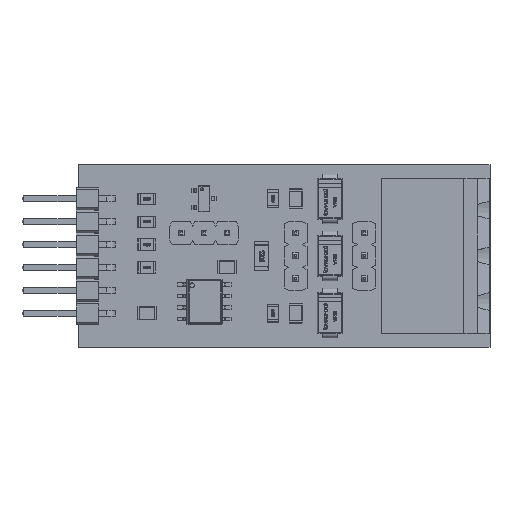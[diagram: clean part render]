
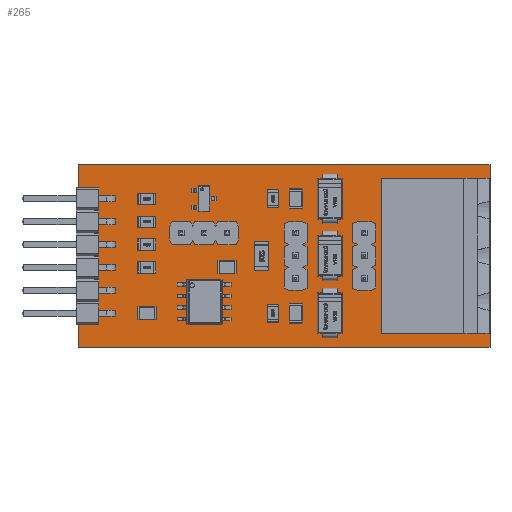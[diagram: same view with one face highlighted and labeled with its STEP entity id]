
A CAD part, top view. The second image highlights one B-rep face of the part: STEP entity #265.
In plain terms, the highlighted planar face has unit normal (0, 0, 1).
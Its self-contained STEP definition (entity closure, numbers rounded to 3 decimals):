
#136 = VERTEX_POINT('',#137);
#137 = CARTESIAN_POINT('',(224.79,187.96,1.606));
#143 = EDGE_CURVE('',#136,#144,#146,.T.);
#144 = VERTEX_POINT('',#145);
#145 = CARTESIAN_POINT('',(224.79,208.28,1.606));
#146 = LINE('',#147,#148);
#147 = CARTESIAN_POINT('',(224.79,187.96,1.606));
#148 = VECTOR('',#149,1.);
#149 = DIRECTION('',(0.,1.,0.));
#174 = EDGE_CURVE('',#144,#175,#177,.T.);
#175 = VERTEX_POINT('',#176);
#176 = CARTESIAN_POINT('',(270.51,208.28,1.606));
#177 = LINE('',#178,#179);
#178 = CARTESIAN_POINT('',(224.79,208.28,1.606));
#179 = VECTOR('',#180,1.);
#180 = DIRECTION('',(1.,0.,0.));
#205 = EDGE_CURVE('',#175,#206,#208,.T.);
#206 = VERTEX_POINT('',#207);
#207 = CARTESIAN_POINT('',(270.51,187.96,1.606));
#208 = LINE('',#209,#210);
#209 = CARTESIAN_POINT('',(270.51,208.28,1.606));
#210 = VECTOR('',#211,1.);
#211 = DIRECTION('',(0.,-1.,0.));
#236 = EDGE_CURVE('',#206,#136,#237,.T.);
#237 = LINE('',#238,#239);
#238 = CARTESIAN_POINT('',(270.51,187.96,1.606));
#239 = VECTOR('',#240,1.);
#240 = DIRECTION('',(-1.,0.,0.));
#265 = ADVANCED_FACE('',(#266),#272,.T.);
#266 = FACE_BOUND('',#267,.F.);
#267 = EDGE_LOOP('',(#268,#269,#270,#271));
#268 = ORIENTED_EDGE('',*,*,#143,.T.);
#269 = ORIENTED_EDGE('',*,*,#174,.T.);
#270 = ORIENTED_EDGE('',*,*,#205,.T.);
#271 = ORIENTED_EDGE('',*,*,#236,.T.);
#272 = PLANE('',#273);
#273 = AXIS2_PLACEMENT_3D('',#274,#275,#276);
#274 = CARTESIAN_POINT('',(224.79,187.96,1.606));
#275 = DIRECTION('',(0.,0.,1.));
#276 = DIRECTION('',(1.,0.,0.));
